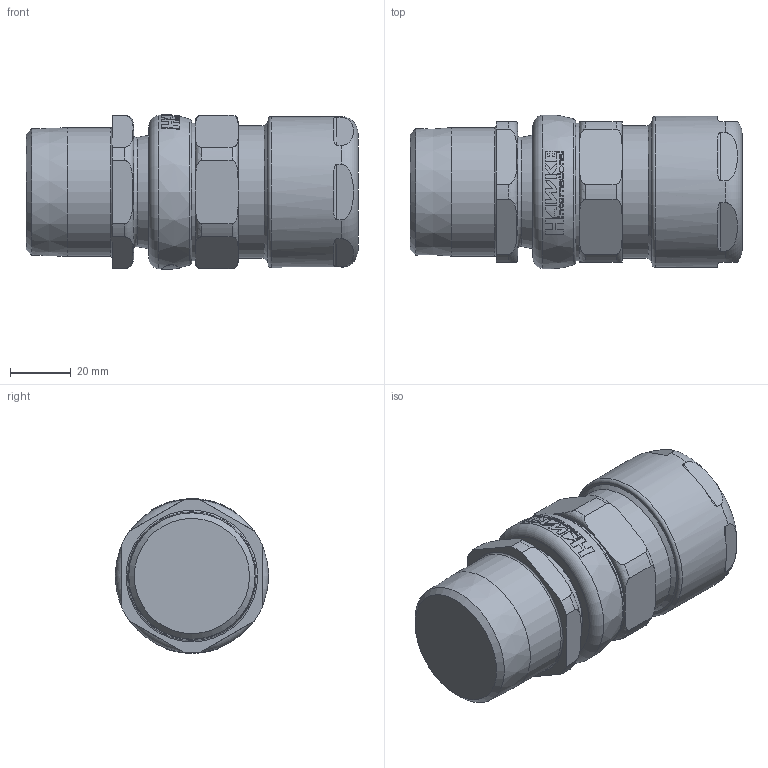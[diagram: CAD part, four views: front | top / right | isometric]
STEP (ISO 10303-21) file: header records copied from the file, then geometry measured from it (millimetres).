
FILE_DESCRIPTION(/* description */ (''),/* implementation_level */ '2;1');
FILE_NAME(/* name */ '501_453_UNIV_X C_1_1_4_NPT.stp',/* time_stamp */ '2020-12-18T17:23:58+06:00',/* author */ ('jgandhi'),/* organization */ (''),/* preprocessor_version */ 'ST-DEVELOPER v18',/* originating_system */ 'Autodesk Inventor 2020',/* authorisation */ '');
FILE_SCHEMA (('AUTOMOTIVE_DESIGN { 1 0 10303 214 3 1 1 }'));
Length unit declared in the file: millimetre
Products named in the file (1): 501_453_UNIV_X C_1_1_4_NPT.iam
Bounding box: 108.89 x 50.36 x 50.75 mm (x, y, z)
Surface area: 61698.9 mm2
Topology: 10 solids, 10 shells, 764 faces, 2207 edges, 1492 vertices
Faces by surface type: plane 289, torus 158, cone 116, cylinder 115, bspline 86
Full cylindrical faces by diameter (mm): 17.44 x1, 27.3 x1, 30.3 x2, 33.3 x1, 33.9 x1, 36.277 x1, 36.6 x1, 37 x1, 37.4 x1, 38 x1, 38.1 x3, 38.8 x2, 41.275 x1, 42.16 x1, 43.54 x2, 44 x1, 44.4 x1, 45.15 x1, 46 x1, 49.5 x1
Entity records: 31648 total; most frequent: CARTESIAN_POINT 11950, ORIENTED_EDGE 4446, DIRECTION 3463, EDGE_CURVE 2223, VERTEX_POINT 1492, AXIS2_PLACEMENT_3D 1440, EDGE_LOOP 799, STYLED_ITEM 774
